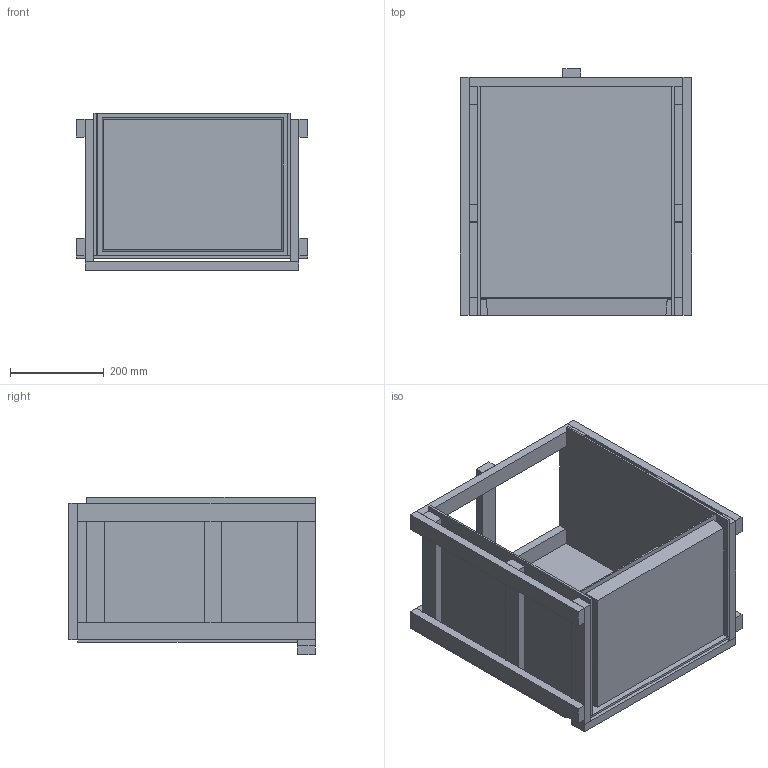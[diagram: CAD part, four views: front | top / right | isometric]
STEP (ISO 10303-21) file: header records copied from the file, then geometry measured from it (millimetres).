
FILE_DESCRIPTION(/* description */ ('Alibre Inc.'),/* implementation_level */ '2;1');
FILE_NAME(/* name */ 'export-F46BA832-5417-4E15-A27D-CC27CF36A51B',/* time_stamp */ '2021-02-28T15:54:29-06:00',/* author */ (''),/* organization */ (''),/* preprocessor_version */ 'ST-DEVELOPER v17',/* originating_system */ 'Alibre',/* authorisation */ '');
FILE_SCHEMA (('CONFIG_CONTROL_DESIGN'));
Length unit declared in the file: inch
Bounding box: 495.3 x 527.05 x 336.55 mm (x, y, z)
Volume: 7143456.5 mm3; surface area: 2117763.4 mm2
Topology: 18 solids, 18 shells, 130 faces, 276 edges, 184 vertices
Faces by surface type: plane 130
Entity records: 2786 total; most frequent: CARTESIAN_POINT 316, ORIENTED_EDGE 264, DIRECTION 264, VECTOR 132, LINE 132, EDGE_CURVE 132, PERSON_AND_ORGANIZATION 100, AXIS2_PLACEMENT_3D 96
